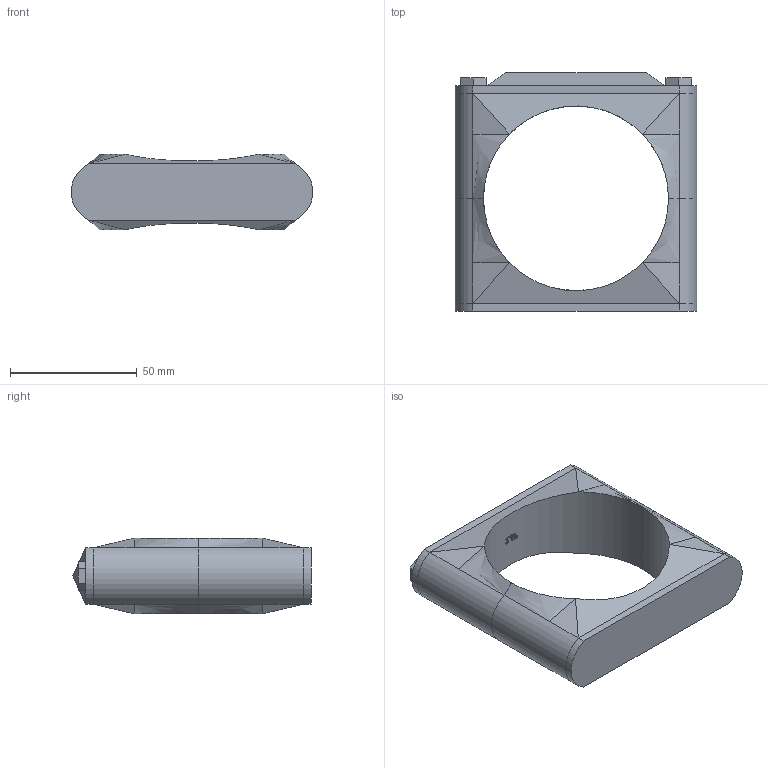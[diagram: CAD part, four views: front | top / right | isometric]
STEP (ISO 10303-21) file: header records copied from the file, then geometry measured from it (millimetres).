
FILE_DESCRIPTION (( 'STEP AP214' ), '1' );
FILE_NAME ('CSDW2.5PXXXSA.STEP', '2019-04-19T20:18:21', ( '' ), ( '' ), 'SwSTEP 2.0', 'SolidWorks 2017', '' );
FILE_SCHEMA (( 'AUTOMOTIVE_DESIGN' ));
Length unit declared in the file: millimetre
Products named in the file (1): CSDW2.5PXXXSA
Bounding box: 95.41 x 94.13 x 29.85 mm (x, y, z)
Surface area: 30065.7 mm2 (no closed solid volume)
Topology: 0 solids, 4 shells, 129 faces, 418 edges, 286 vertices
Faces by surface type: plane 61, bspline 49, cylinder 19
Entity records: 11252 total; most frequent: CARTESIAN_POINT 6720, ORIENTED_EDGE 718, DIRECTION 422, EDGE_CURVE 418, VERTEX_POINT 286, B_SPLINE_CURVE_WITH_KNOTS 218, EDGE_LOOP 145, AXIS2_PLACEMENT_3D 145
